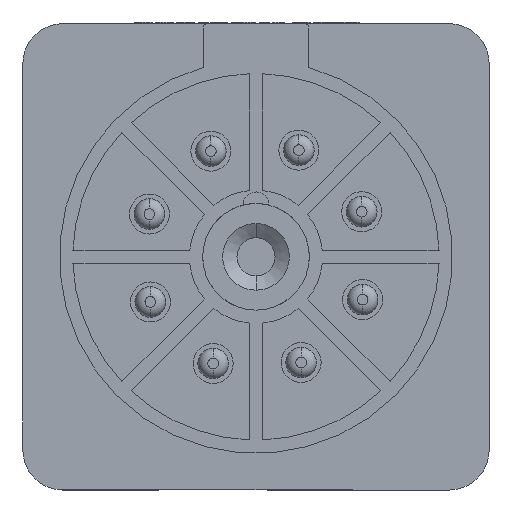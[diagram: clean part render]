
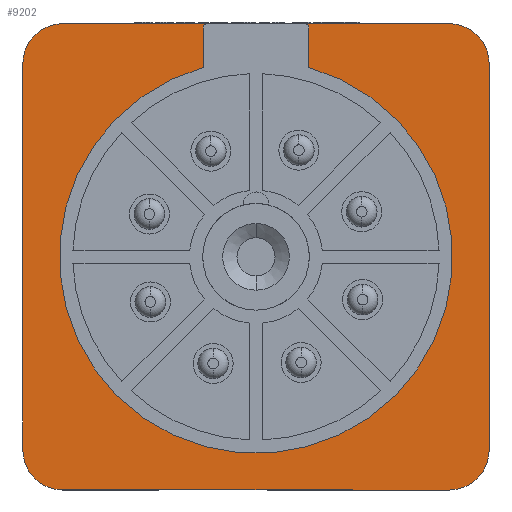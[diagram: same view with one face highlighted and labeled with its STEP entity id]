
A CAD part, front view. The second image highlights one B-rep face of the part: STEP entity #9202.
In plain terms, the highlighted planar face has unit normal (0, -1, 0).
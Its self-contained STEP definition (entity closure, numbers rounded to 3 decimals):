
#52 = AXIS2_PLACEMENT_3D ( 'NONE', #18240, #9487, #687 ) ;
#56 = VERTEX_POINT ( 'NONE', #14231 ) ;
#220 = LINE ( 'NONE', #3607, #16701 ) ;
#687 = DIRECTION ( 'NONE',  ( 0., 0., 1. ) ) ;
#1143 = DIRECTION ( 'NONE',  ( 0., 0., 1. ) ) ;
#1144 = VERTEX_POINT ( 'NONE', #17506 ) ;
#1626 = EDGE_CURVE ( 'NONE', #5087, #6810, #18507, .T. ) ;
#1708 = CARTESIAN_POINT ( 'NONE',  ( -3.695, -1.75, 17.5 ) ) ;
#1941 = CARTESIAN_POINT ( 'NONE',  ( 14.5, -1.75, 14.5 ) ) ;
#2412 = FACE_OUTER_BOUND ( 'NONE', #14361, .T. ) ;
#2553 = CARTESIAN_POINT ( 'NONE',  ( 14.5, -1.75, 17.5 ) ) ;
#2618 = EDGE_CURVE ( 'NONE', #14911, #13952, #7744, .T. ) ;
#2792 = EDGE_CURVE ( 'NONE', #11345, #13499, #7023, .T. ) ;
#3155 = LINE ( 'NONE', #9425, #3859 ) ;
#3228 = VECTOR ( 'NONE', #3618, 1000. ) ;
#3291 = VERTEX_POINT ( 'NONE', #2553 ) ;
#3375 = CARTESIAN_POINT ( 'NONE',  ( -3.945, -1.75, 14.217 ) ) ;
#3411 = DIRECTION ( 'NONE',  ( 0., 0., 1. ) ) ;
#3607 = CARTESIAN_POINT ( 'NONE',  ( 17.5, -1.75, 14.5 ) ) ;
#3618 = DIRECTION ( 'NONE',  ( 1., 0., 0. ) ) ;
#3732 = VERTEX_POINT ( 'NONE', #17736 ) ;
#3808 = CARTESIAN_POINT ( 'NONE',  ( 3.695, -1.75, 17.25 ) ) ;
#3859 = VECTOR ( 'NONE', #18183, 1000. ) ;
#3957 = EDGE_CURVE ( 'NONE', #13499, #56, #15921, .T. ) ;
#3967 = DIRECTION ( 'NONE',  ( 0., 1., 0. ) ) ;
#4575 = VERTEX_POINT ( 'NONE', #6121 ) ;
#4818 = CARTESIAN_POINT ( 'NONE',  ( 3.945, -1.75, 17.25 ) ) ;
#5087 = VERTEX_POINT ( 'NONE', #14682 ) ;
#5251 = ORIENTED_EDGE ( 'NONE', *, *, #2618, .F. ) ;
#5301 = DIRECTION ( 'NONE',  ( 0., 0., -1. ) ) ;
#5353 = CIRCLE ( 'NONE', #52, 3. ) ;
#5563 = DIRECTION ( 'NONE',  ( 0., 1., 0. ) ) ;
#5836 = EDGE_CURVE ( 'NONE', #3732, #14911, #16087, .T. ) ;
#6121 = CARTESIAN_POINT ( 'NONE',  ( -14.5, -1.75, -17.5 ) ) ;
#6272 = ORIENTED_EDGE ( 'NONE', *, *, #18188, .F. ) ;
#6621 = DIRECTION ( 'NONE',  ( 0., 0., -1. ) ) ;
#6632 = DIRECTION ( 'NONE',  ( 0., -1., 0. ) ) ;
#6810 = VERTEX_POINT ( 'NONE', #15482 ) ;
#6848 = CARTESIAN_POINT ( 'NONE',  ( -14.5, -1.75, -14.5 ) ) ;
#6875 = PLANE ( 'NONE',  #14748 ) ;
#6952 = VECTOR ( 'NONE', #1143, 1000. ) ;
#7023 = CIRCLE ( 'NONE', #14146, 0.25 ) ;
#7131 = VERTEX_POINT ( 'NONE', #7583 ) ;
#7304 = EDGE_CURVE ( 'NONE', #7131, #8623, #220, .T. ) ;
#7434 = ORIENTED_EDGE ( 'NONE', *, *, #9642, .F. ) ;
#7583 = CARTESIAN_POINT ( 'NONE',  ( 17.5, -1.75, 14.5 ) ) ;
#7650 = CARTESIAN_POINT ( 'NONE',  ( 0., -1.75, 0.002 ) ) ;
#7744 = CIRCLE ( 'NONE', #14913, 0.25 ) ;
#7788 = EDGE_CURVE ( 'NONE', #1144, #5087, #3155, .T. ) ;
#7816 = DIRECTION ( 'NONE',  ( 0., 0., -1. ) ) ;
#8190 = CIRCLE ( 'NONE', #15954, 3. ) ;
#8318 = DIRECTION ( 'NONE',  ( 0., 0., 1. ) ) ;
#8536 = LINE ( 'NONE', #13905, #3228 ) ;
#8623 = VERTEX_POINT ( 'NONE', #12452 ) ;
#9123 = DIRECTION ( 'NONE',  ( 0., 0., -1. ) ) ;
#9202 = ADVANCED_FACE ( 'NONE', ( #2412 ), #6875, .F. ) ;
#9425 = CARTESIAN_POINT ( 'NONE',  ( -17.5, -1.75, 14.5 ) ) ;
#9487 = DIRECTION ( 'NONE',  ( 0., 1., 0. ) ) ;
#9541 = CARTESIAN_POINT ( 'NONE',  ( 14.5, -1.75, 17.5 ) ) ;
#9642 = EDGE_CURVE ( 'NONE', #4575, #1144, #8190, .T. ) ;
#9699 = ORIENTED_EDGE ( 'NONE', *, *, #5836, .F. ) ;
#10629 = LINE ( 'NONE', #9541, #17893 ) ;
#10701 = ORIENTED_EDGE ( 'NONE', *, *, #1626, .F. ) ;
#11059 = DIRECTION ( 'NONE',  ( 1., 0., 0. ) ) ;
#11087 = VECTOR ( 'NONE', #15278, 1000. ) ;
#11345 = VERTEX_POINT ( 'NONE', #1708 ) ;
#11880 = AXIS2_PLACEMENT_3D ( 'NONE', #7650, #17868, #9123 ) ;
#11944 = ORIENTED_EDGE ( 'NONE', *, *, #7304, .F. ) ;
#12262 = DIRECTION ( 'NONE',  ( 0., 1., 0. ) ) ;
#12269 = ORIENTED_EDGE ( 'NONE', *, *, #15427, .F. ) ;
#12452 = CARTESIAN_POINT ( 'NONE',  ( 17.5, -1.75, -14.5 ) ) ;
#12800 = CARTESIAN_POINT ( 'NONE',  ( 3.945, -1.75, 14.217 ) ) ;
#12809 = CARTESIAN_POINT ( 'NONE',  ( -14.5, -1.75, -14.5 ) ) ;
#13387 = ORIENTED_EDGE ( 'NONE', *, *, #15885, .F. ) ;
#13499 = VERTEX_POINT ( 'NONE', #18119 ) ;
#13663 = ORIENTED_EDGE ( 'NONE', *, *, #3957, .F. ) ;
#13773 = ORIENTED_EDGE ( 'NONE', *, *, #15523, .F. ) ;
#13905 = CARTESIAN_POINT ( 'NONE',  ( 14.5, -1.75, 17.5 ) ) ;
#13952 = VERTEX_POINT ( 'NONE', #16636 ) ;
#14104 = DIRECTION ( 'NONE',  ( 0., -1., 0. ) ) ;
#14146 = AXIS2_PLACEMENT_3D ( 'NONE', #15448, #6632, #16872 ) ;
#14231 = CARTESIAN_POINT ( 'NONE',  ( -3.945, -1.75, 14.217 ) ) ;
#14271 = DIRECTION ( 'NONE',  ( 0., 0., 1. ) ) ;
#14297 = CIRCLE ( 'NONE', #14927, 3. ) ;
#14361 = EDGE_LOOP ( 'NONE', ( #16431, #13773, #10701, #17182, #7434, #17993, #6272, #11944, #12269, #18715, #5251, #9699, #13387, #13663 ) ) ;
#14381 = CARTESIAN_POINT ( 'NONE',  ( -14.5, -1.75, 14.5 ) ) ;
#14514 = LINE ( 'NONE', #16707, #11087 ) ;
#14682 = CARTESIAN_POINT ( 'NONE',  ( -17.5, -1.75, 14.5 ) ) ;
#14748 = AXIS2_PLACEMENT_3D ( 'NONE', #12809, #3967, #14271 ) ;
#14911 = VERTEX_POINT ( 'NONE', #4818 ) ;
#14913 = AXIS2_PLACEMENT_3D ( 'NONE', #3808, #14104, #5301 ) ;
#14927 = AXIS2_PLACEMENT_3D ( 'NONE', #1941, #12262, #3411 ) ;
#15278 = DIRECTION ( 'NONE',  ( -1., 0., 0. ) ) ;
#15427 = EDGE_CURVE ( 'NONE', #3291, #7131, #14297, .T. ) ;
#15448 = CARTESIAN_POINT ( 'NONE',  ( -3.695, -1.75, 17.25 ) ) ;
#15482 = CARTESIAN_POINT ( 'NONE',  ( -14.5, -1.75, 17.5 ) ) ;
#15523 = EDGE_CURVE ( 'NONE', #6810, #11345, #8536, .T. ) ;
#15528 = EDGE_CURVE ( 'NONE', #13952, #3291, #10629, .T. ) ;
#15812 = DIRECTION ( 'NONE',  ( 0., 0., -1. ) ) ;
#15885 = EDGE_CURVE ( 'NONE', #56, #3732, #18572, .T. ) ;
#15921 = LINE ( 'NONE', #3375, #16037 ) ;
#15954 = AXIS2_PLACEMENT_3D ( 'NONE', #6848, #17059, #8318 ) ;
#16037 = VECTOR ( 'NONE', #7816, 1000. ) ;
#16087 = LINE ( 'NONE', #12800, #6952 ) ;
#16431 = ORIENTED_EDGE ( 'NONE', *, *, #2792, .F. ) ;
#16636 = CARTESIAN_POINT ( 'NONE',  ( 3.695, -1.75, 17.5 ) ) ;
#16701 = VECTOR ( 'NONE', #6621, 1000. ) ;
#16707 = CARTESIAN_POINT ( 'NONE',  ( 14.5, -1.75, -17.5 ) ) ;
#16845 = VERTEX_POINT ( 'NONE', #17964 ) ;
#16872 = DIRECTION ( 'NONE',  ( 0., 0., -1. ) ) ;
#17059 = DIRECTION ( 'NONE',  ( 0., 1., 0. ) ) ;
#17182 = ORIENTED_EDGE ( 'NONE', *, *, #7788, .F. ) ;
#17506 = CARTESIAN_POINT ( 'NONE',  ( -17.5, -1.75, -14.5 ) ) ;
#17659 = AXIS2_PLACEMENT_3D ( 'NONE', #14381, #5563, #15812 ) ;
#17736 = CARTESIAN_POINT ( 'NONE',  ( 3.945, -1.75, 14.217 ) ) ;
#17868 = DIRECTION ( 'NONE',  ( 0., -1., 0. ) ) ;
#17893 = VECTOR ( 'NONE', #11059, 1000. ) ;
#17964 = CARTESIAN_POINT ( 'NONE',  ( 14.5, -1.75, -17.5 ) ) ;
#17993 = ORIENTED_EDGE ( 'NONE', *, *, #18718, .F. ) ;
#18119 = CARTESIAN_POINT ( 'NONE',  ( -3.945, -1.75, 17.25 ) ) ;
#18183 = DIRECTION ( 'NONE',  ( 0., 0., 1. ) ) ;
#18188 = EDGE_CURVE ( 'NONE', #8623, #16845, #5353, .T. ) ;
#18240 = CARTESIAN_POINT ( 'NONE',  ( 14.5, -1.75, -14.5 ) ) ;
#18507 = CIRCLE ( 'NONE', #17659, 3. ) ;
#18572 = CIRCLE ( 'NONE', #11880, 14.752 ) ;
#18715 = ORIENTED_EDGE ( 'NONE', *, *, #15528, .F. ) ;
#18718 = EDGE_CURVE ( 'NONE', #16845, #4575, #14514, .T. ) ;
